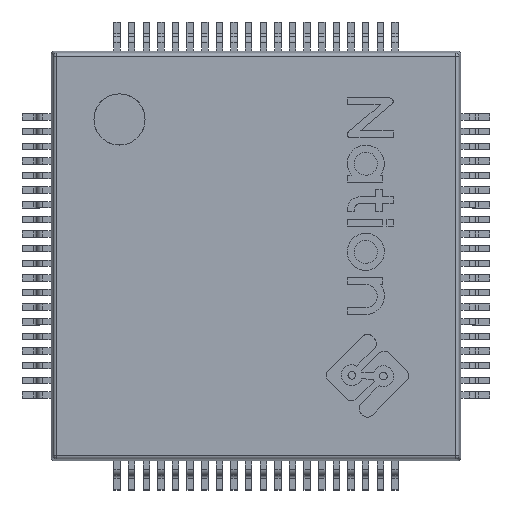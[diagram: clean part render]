
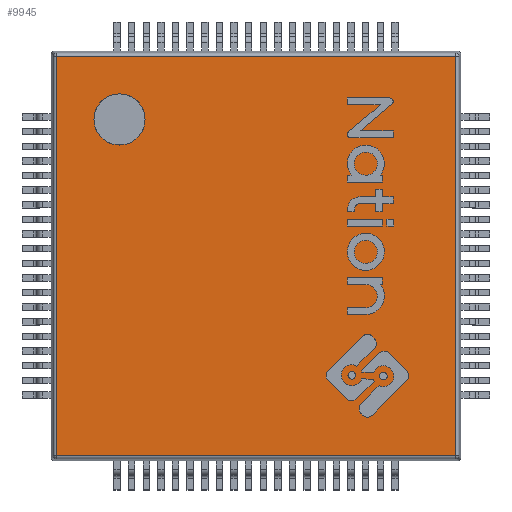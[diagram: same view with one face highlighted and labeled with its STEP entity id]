
A CAD part, top view. The second image highlights one B-rep face of the part: STEP entity #9945.
In plain terms, the highlighted planar face has unit normal (0, 0, 1).
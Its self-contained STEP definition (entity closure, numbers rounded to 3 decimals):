
#138 = VERTEX_POINT ( 'NONE', #6120 ) ;
#151 = EDGE_CURVE ( 'NONE', #7088, #761, #181, .T. ) ;
#181 = CIRCLE ( 'NONE', #9613, 0.875 ) ;
#452 = EDGE_CURVE ( 'NONE', #761, #7088, #782, .T. ) ;
#600 = VERTEX_POINT ( 'NONE', #4286 ) ;
#761 = VERTEX_POINT ( 'NONE', #8558 ) ;
#782 = CIRCLE ( 'NONE', #9753, 0.875 ) ;
#806 = EDGE_LOOP ( 'NONE', ( #10140, #4964, #8227, #3564 ) ) ;
#1114 = CARTESIAN_POINT ( 'NONE',  ( 13.834, 0.076, 1.6 ) ) ;
#1381 = DIRECTION ( 'NONE',  ( 1., 0., 0. ) ) ;
#1725 = CARTESIAN_POINT ( 'NONE',  ( 0.076, 13.834, 1.6 ) ) ;
#2152 = PLANE ( 'NONE',  #9413 ) ;
#2457 = EDGE_CURVE ( 'NONE', #600, #7018, #7328, .T. ) ;
#2466 = CARTESIAN_POINT ( 'NONE',  ( 0.166, 13.834, 1.6 ) ) ;
#2531 = CARTESIAN_POINT ( 'NONE',  ( 0.076, 0.166, 1.6 ) ) ;
#2713 = VECTOR ( 'NONE', #9074, 1000. ) ;
#2961 = ORIENTED_EDGE ( 'NONE', *, *, #452, .T. ) ;
#3187 = EDGE_CURVE ( 'NONE', #7018, #10031, #4844, .T. ) ;
#3238 = EDGE_LOOP ( 'NONE', ( #4611, #2961 ) ) ;
#3258 = EDGE_CURVE ( 'NONE', #138, #600, #5719, .T. ) ;
#3564 = ORIENTED_EDGE ( 'NONE', *, *, #2457, .F. ) ;
#3585 = DIRECTION ( 'NONE',  ( 0., -1., 0. ) ) ;
#3669 = FACE_OUTER_BOUND ( 'NONE', #806, .T. ) ;
#3781 = CARTESIAN_POINT ( 'NONE',  ( 0., 0., 1.6 ) ) ;
#3966 = DIRECTION ( 'NONE',  ( 0., 0., -1. ) ) ;
#4045 = EDGE_CURVE ( 'NONE', #10031, #138, #9451, .T. ) ;
#4104 = VECTOR ( 'NONE', #8793, 1000. ) ;
#4286 = CARTESIAN_POINT ( 'NONE',  ( 13.834, 0.166, 1.6 ) ) ;
#4611 = ORIENTED_EDGE ( 'NONE', *, *, #151, .T. ) ;
#4844 = LINE ( 'NONE', #9958, #2713 ) ;
#4964 = ORIENTED_EDGE ( 'NONE', *, *, #4045, .F. ) ;
#5000 = VECTOR ( 'NONE', #3585, 1000. ) ;
#5259 = DIRECTION ( 'NONE',  ( 1., 0., 0. ) ) ;
#5719 = LINE ( 'NONE', #1114, #5000 ) ;
#6120 = CARTESIAN_POINT ( 'NONE',  ( 13.834, 13.834, 1.6 ) ) ;
#6333 = DIRECTION ( 'NONE',  ( 1., 0., 0. ) ) ;
#7018 = VERTEX_POINT ( 'NONE', #7351 ) ;
#7088 = VERTEX_POINT ( 'NONE', #7622 ) ;
#7328 = LINE ( 'NONE', #2531, #4104 ) ;
#7351 = CARTESIAN_POINT ( 'NONE',  ( 0.166, 0.166, 1.6 ) ) ;
#7388 = DIRECTION ( 'NONE',  ( 1., 0., 0. ) ) ;
#7579 = VECTOR ( 'NONE', #7388, 1000. ) ;
#7622 = CARTESIAN_POINT ( 'NONE',  ( 3.208, 11.667, 1.6 ) ) ;
#8144 = FACE_BOUND ( 'NONE', #3238, .T. ) ;
#8227 = ORIENTED_EDGE ( 'NONE', *, *, #3187, .F. ) ;
#8427 = CARTESIAN_POINT ( 'NONE',  ( 2.333, 11.667, 1.6 ) ) ;
#8558 = CARTESIAN_POINT ( 'NONE',  ( 1.458, 11.667, 1.6 ) ) ;
#8793 = DIRECTION ( 'NONE',  ( -1., 0., 0. ) ) ;
#9074 = DIRECTION ( 'NONE',  ( 0., 1., 0. ) ) ;
#9226 = DIRECTION ( 'NONE',  ( 0., 0., -1. ) ) ;
#9339 = DIRECTION ( 'NONE',  ( 0., 0., 1. ) ) ;
#9413 = AXIS2_PLACEMENT_3D ( 'NONE', #3781, #9339, #1381 ) ;
#9451 = LINE ( 'NONE', #1725, #7579 ) ;
#9554 = CARTESIAN_POINT ( 'NONE',  ( 2.333, 11.667, 1.6 ) ) ;
#9613 = AXIS2_PLACEMENT_3D ( 'NONE', #8427, #9226, #5259 ) ;
#9753 = AXIS2_PLACEMENT_3D ( 'NONE', #9554, #3966, #6333 ) ;
#9945 = ADVANCED_FACE ( 'NONE', ( #8144, #3669 ), #2152, .T. ) ;
#9958 = CARTESIAN_POINT ( 'NONE',  ( 0.166, 0.076, 1.6 ) ) ;
#10031 = VERTEX_POINT ( 'NONE', #2466 ) ;
#10140 = ORIENTED_EDGE ( 'NONE', *, *, #3258, .F. ) ;
